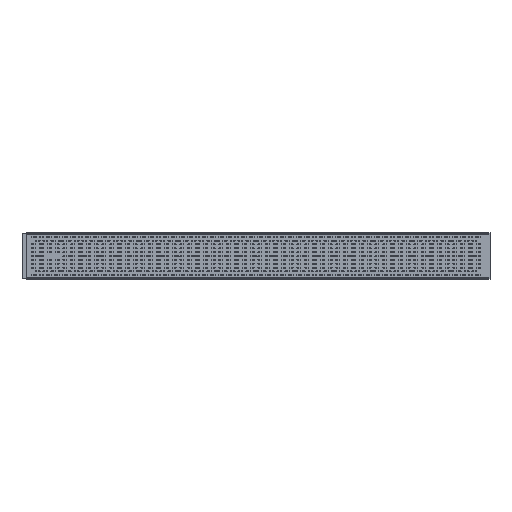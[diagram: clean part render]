
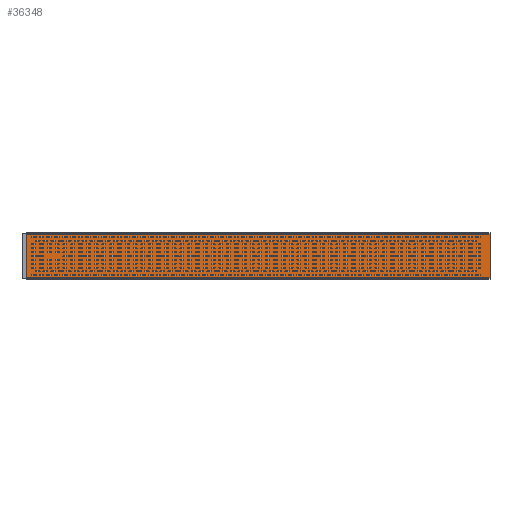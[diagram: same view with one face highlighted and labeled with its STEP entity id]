
A CAD part, top view. The second image highlights one B-rep face of the part: STEP entity #36348.
In plain terms, the highlighted planar face has unit normal (0, 0, 1).
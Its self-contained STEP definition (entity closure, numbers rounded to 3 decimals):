
#2430=FACE_OUTER_BOUND('',#4099,.T.);
#4099=EDGE_LOOP('',(#30321,#30322,#30323,#30324));
#9671=LINE('',#64984,#12887);
#9672=LINE('',#64986,#12888);
#9673=LINE('',#64988,#12889);
#9674=LINE('',#64989,#12890);
#12887=VECTOR('',#51345,1.);
#12888=VECTOR('',#51346,1.);
#12889=VECTOR('',#51347,1.);
#12890=VECTOR('',#51348,1.);
#17631=VERTEX_POINT('',#64982);
#17632=VERTEX_POINT('',#64983);
#17633=VERTEX_POINT('',#64985);
#17634=VERTEX_POINT('',#64987);
#23924=EDGE_CURVE('',#17631,#17632,#9671,.F.);
#23925=EDGE_CURVE('',#17633,#17632,#9672,.T.);
#23926=EDGE_CURVE('',#17634,#17633,#9673,.T.);
#23927=EDGE_CURVE('',#17634,#17631,#9674,.T.);
#30321=ORIENTED_EDGE('',*,*,#23924,.T.);
#30322=ORIENTED_EDGE('',*,*,#23925,.F.);
#30323=ORIENTED_EDGE('',*,*,#23926,.F.);
#30324=ORIENTED_EDGE('',*,*,#23927,.T.);
#34736=PLANE('',#42674);
#36348=ADVANCED_FACE('',(#2430),#34736,.T.);
#42674=AXIS2_PLACEMENT_3D('',#64981,#51343,#51344);
#51343=DIRECTION('center_axis',(0.,0.,1.));
#51344=DIRECTION('ref_axis',(1.,0.,0.));
#51345=DIRECTION('',(1.,0.,0.));
#51346=DIRECTION('',(0.,1.,0.));
#51347=DIRECTION('',(-1.,0.,0.));
#51348=DIRECTION('',(0.,1.,0.));
#64981=CARTESIAN_POINT('Origin',(1477.299,813.189,-37.75));
#64982=CARTESIAN_POINT('',(2992.299,960.439,-37.75));
#64983=CARTESIAN_POINT('',(-6.711,960.439,-37.75));
#64984=CARTESIAN_POINT('',(-6.706,960.439,-37.75));
#64985=CARTESIAN_POINT('',(-6.711,665.939,-37.75));
#64986=CARTESIAN_POINT('',(-6.711,813.189,-37.75));
#64987=CARTESIAN_POINT('',(2992.299,665.939,-37.75));
#64988=CARTESIAN_POINT('',(-6.706,665.939,-37.75));
#64989=CARTESIAN_POINT('',(2992.299,813.189,-37.75));
